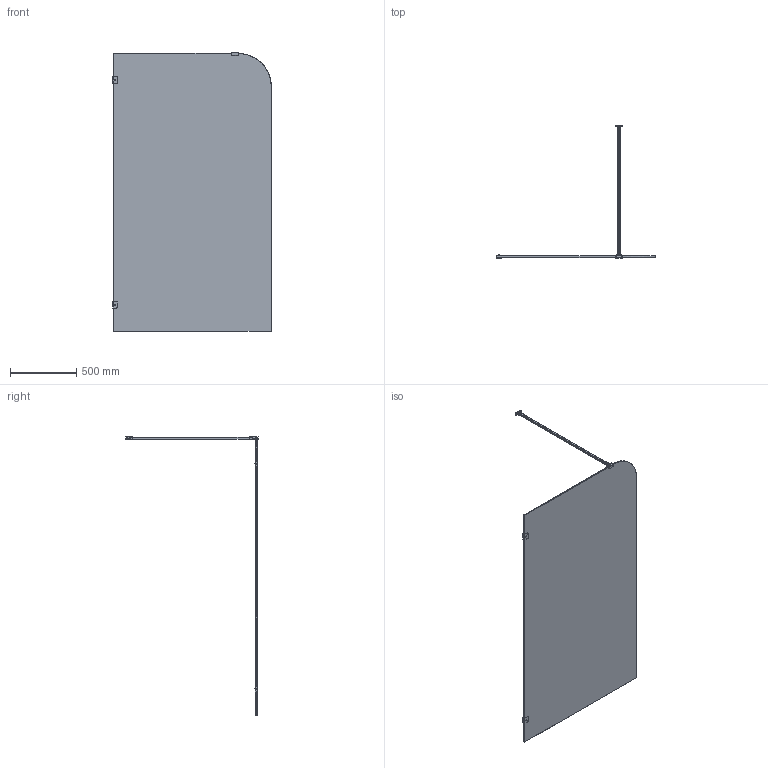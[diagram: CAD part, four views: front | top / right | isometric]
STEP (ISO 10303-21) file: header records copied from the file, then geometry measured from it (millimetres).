
FILE_DESCRIPTION(/* description */ (''),/* implementation_level */ '2;1');
FILE_NAME(/* name */ 'STEP - W31SC01 1200 clip curv250_1710061',/* time_stamp */ '2024-08-07T13:58:59+10:00',/* author */ (''),/* organization */ (''),/* preprocessor_version */ 'ST-DEVELOPER v16.5',/* originating_system */ 'Rhino 7.23',/* authorisation */ '');
FILE_SCHEMA (('AUTOMOTIVE_DESIGN'));
Length unit declared in the file: millimetre
Products named in the file (24): Document; W31SC01ǽ��+-�� \X2\FFFD
R250 1200x2100x1049; 1000-��-W3148; CU656+CU12246; ____9; cu656______42; hex socket set screws with cone point gb_GB_FASTENER_SCREWS_HSCP M5X4
-N30; __15; hex_lobular_socket_ctsk_screws_24; Cu656+CU121--W3145; CU121-�˲�g��--W3144; hex_lobular_socket_ctsk_screws_--W3140; cu656______--W3128; M10X10ʮ��ƽͷ��--W3136; 48X14X2��--W317; AL0674x1000-W3111; 47; ǽ��-2-�ɺ�5; s1900A-�ɺ�32; s1900A-�ɺ�13; ǽ��-1-�ɺ�1718; ���װ�θ�-�ɺ�3
4; hex lobular socket ctsk screws gb_GB_MC_SCREW_TYPE12 M6X14-10.7-N22; H31�̲�-W3123
Assembly tree (30 placements, depth 5):
  Document
    W31SC01ǽ��+-�� \X2\FFFD
R250 1200x2100x1049
      1000-��-W3148
        CU656+CU12246
          ____9  x2
          cu656______42
          hex socket set screws with cone point gb_GB_FASTENER_SCREWS_HSCP M5X4
-N30  x2
          __15
          hex_lobular_socket_ctsk_screws_24
        Cu656+CU121--W3145
          hex socket set screws with cone point gb_GB_FASTENER_SCREWS_HSCP M5X4
-N30  x2
          CU121-�˲�g��--W3144
          hex_lobular_socket_ctsk_screws_--W3140
          cu656______--W3128
          M10X10ʮ��ƽͷ��--W3136  x2
          48X14X2��--W317
        AL0674x1000-W3111
  47  x2
        ǽ��-2-�ɺ�5
  s1900A-�ɺ�32
  s1900A-�ɺ�13
        ǽ��-1-�ɺ�1718
        ���װ�θ�-�ɺ�3
4
        hex lobular socket ctsk screws gb_GB_MC_SCREW_TYPE12 M6X14-10.7-N22
      H31�̲�-W3123
Bounding box: 1200 x 1000 x 2105.25 mm (x, y, z)
Volume: 25119383.8 mm3; surface area: 5222772.9 mm2
Topology: 31 solids, 31 shells, 1008 faces, 2332 edges, 1381 vertices
Faces by surface type: bspline 344, plane 334, cylinder 330
Entity records: 29272 total; most frequent: CARTESIAN_POINT 17339, ORIENTED_EDGE 3476, EDGE_CURVE 1738, VERTEX_POINT 1033, B_SPLINE_CURVE_WITH_KNOTS 952, EDGE_LOOP 803, ADVANCED_FACE 756, FACE_OUTER_BOUND 756
